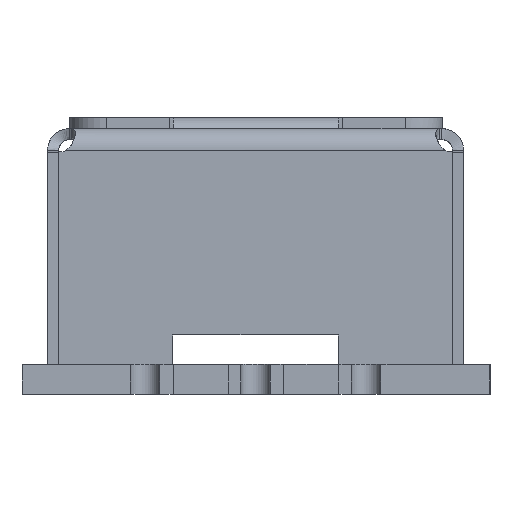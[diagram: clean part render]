
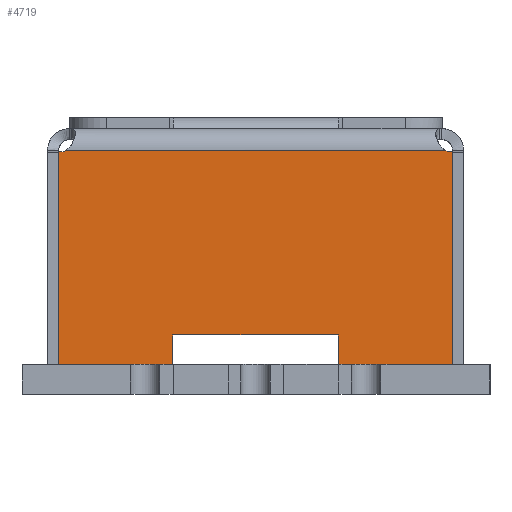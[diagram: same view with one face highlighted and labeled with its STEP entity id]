
A CAD part, left-side view. The second image highlights one B-rep face of the part: STEP entity #4719.
In plain terms, the highlighted planar face has unit normal (-1, 0, 0).
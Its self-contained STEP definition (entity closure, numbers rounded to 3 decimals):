
#4719=ADVANCED_FACE('',(#14202),#14204,.F.);
#14202=FACE_BOUND('',#14203,.T.);
#14203=EDGE_LOOP('',(#24648,#24649,#24650,#24651,#24652,#24653,#24654,#24655,#24656,
#24657,#24658,#24659,#24660,#24661,#24662,#24663,#24664,#24665,#24666,#24667,#24668,
#24669));
#14204=PLANE('',#14205);
#14205=AXIS2_PLACEMENT_3D('',#14206,#14207,#14208);
#14206=CARTESIAN_POINT('',(-19.05,0.012,7.213));
#14207=DIRECTION('',(1.,0.,0.));
#14208=DIRECTION('',(0.,0.,-1.));
#24648=ORIENTED_EDGE('',*,*,#29260,.F.);
#24649=ORIENTED_EDGE('',*,*,#29261,.F.);
#24650=ORIENTED_EDGE('',*,*,#29251,.F.);
#24651=ORIENTED_EDGE('',*,*,#29262,.F.);
#24652=ORIENTED_EDGE('',*,*,#29263,.T.);
#24653=ORIENTED_EDGE('',*,*,#27973,.T.);
#24654=ORIENTED_EDGE('',*,*,#29065,.T.);
#24655=ORIENTED_EDGE('',*,*,#29264,.F.);
#24656=ORIENTED_EDGE('',*,*,#29265,.F.);
#24657=ORIENTED_EDGE('',*,*,#29266,.T.);
#24658=ORIENTED_EDGE('',*,*,#29060,.T.);
#24659=ORIENTED_EDGE('',*,*,#27971,.T.);
#24660=ORIENTED_EDGE('',*,*,#28848,.T.);
#24661=ORIENTED_EDGE('',*,*,#29267,.T.);
#24662=ORIENTED_EDGE('',*,*,#28836,.T.);
#24663=ORIENTED_EDGE('',*,*,#27993,.T.);
#24664=ORIENTED_EDGE('',*,*,#29056,.T.);
#24665=ORIENTED_EDGE('',*,*,#29268,.F.);
#24666=ORIENTED_EDGE('',*,*,#29269,.F.);
#24667=ORIENTED_EDGE('',*,*,#29270,.T.);
#24668=ORIENTED_EDGE('',*,*,#29066,.T.);
#24669=ORIENTED_EDGE('',*,*,#28004,.T.);
#27971=EDGE_CURVE('',#31196,#31194,#31197,.T.);
#27973=EDGE_CURVE('',#31200,#31198,#31201,.T.);
#27993=EDGE_CURVE('',#31240,#31237,#31241,.T.);
#28004=EDGE_CURVE('',#31238,#31260,#31262,.T.);
#28836=EDGE_CURVE('',#32693,#31240,#32694,.T.);
#28848=EDGE_CURVE('',#31194,#32707,#32709,.T.);
#29056=EDGE_CURVE('',#31237,#33033,#33035,.T.);
#29060=EDGE_CURVE('',#33041,#31196,#33042,.T.);
#29065=EDGE_CURVE('',#31198,#33048,#33050,.T.);
#29066=EDGE_CURVE('',#33051,#31238,#33052,.T.);
#29251=EDGE_CURVE('',#33336,#33337,#33338,.T.);
#29260=EDGE_CURVE('',#33349,#31260,#33351,.T.);
#29261=EDGE_CURVE('',#33337,#33349,#33352,.T.);
#29262=EDGE_CURVE('',#33353,#33336,#33354,.T.);
#29263=EDGE_CURVE('',#33353,#31200,#33355,.T.);
#29264=EDGE_CURVE('',#33356,#33048,#33357,.T.);
#29265=EDGE_CURVE('',#33358,#33356,#33359,.T.);
#29266=EDGE_CURVE('',#33358,#33041,#33360,.T.);
#29267=EDGE_CURVE('',#32707,#32693,#33361,.T.);
#29268=EDGE_CURVE('',#33362,#33033,#33363,.T.);
#29269=EDGE_CURVE('',#33364,#33362,#33365,.T.);
#29270=EDGE_CURVE('',#33364,#33051,#33366,.T.);
#31194=VERTEX_POINT('',#36880);
#31196=VERTEX_POINT('',#36884);
#31197=LINE('',#36885,#36886);
#31198=VERTEX_POINT('',#36888);
#31200=VERTEX_POINT('',#36893);
#31201=LINE('',#36894,#36895);
#31237=VERTEX_POINT('',#36970);
#31238=VERTEX_POINT('',#36971);
#31240=VERTEX_POINT('',#36976);
#31241=LINE('',#36977,#36978);
#31260=VERTEX_POINT('',#37017);
#31262=LINE('',#37021,#37022);
#32693=VERTEX_POINT('',#40183);
#32694=LINE('',#40184,#40185);
#32707=VERTEX_POINT('',#40219);
#32709=LINE('',#40223,#40224);
#33033=VERTEX_POINT('',#40975);
#33035=LINE('',#40979,#40980);
#33041=VERTEX_POINT('',#40993);
#33042=LINE('',#40994,#40995);
#33048=VERTEX_POINT('',#41008);
#33050=LINE('',#41012,#41013);
#33051=VERTEX_POINT('',#41015);
#33052=LINE('',#41016,#41017);
#33336=VERTEX_POINT('',#41748);
#33337=VERTEX_POINT('',#41749);
#33338=LINE('',#41750,#41751);
#33349=VERTEX_POINT('',#41839);
#33351=LINE('',#41843,#41844);
#33352=CIRCLE('',#41846,0.45);
#33353=VERTEX_POINT('',#41850);
#33354=CIRCLE('',#41851,0.45);
#33355=LINE('',#41855,#41856);
#33356=VERTEX_POINT('',#41858);
#33357=LINE('',#41859,#41860);
#33358=VERTEX_POINT('',#41862);
#33359=LINE('',#41863,#41864);
#33360=LINE('',#41866,#41867);
#33361=LINE('',#41869,#41870);
#33362=VERTEX_POINT('',#41872);
#33363=LINE('',#41873,#41874);
#33364=VERTEX_POINT('',#41876);
#33365=LINE('',#41877,#41878);
#33366=LINE('',#41880,#41881);
#36880=CARTESIAN_POINT('',(-19.05,2.262,0.813));
#36884=CARTESIAN_POINT('',(-19.05,3.819,0.813));
#36885=CARTESIAN_POINT('',(-19.05,3.819,0.813));
#36886=VECTOR('',#36887,1.);
#36887=DIRECTION('',(0.,-1.,0.));
#36888=CARTESIAN_POINT('',(-19.05,4.981,0.813));
#36893=CARTESIAN_POINT('',(-19.05,5.354,0.813));
#36894=CARTESIAN_POINT('',(-19.05,5.354,0.813));
#36895=VECTOR('',#36896,1.);
#36896=DIRECTION('',(0.,-1.,0.));
#36970=CARTESIAN_POINT('',(-19.05,-3.808,0.813));
#36971=CARTESIAN_POINT('',(-19.05,-4.992,0.813));
#36976=CARTESIAN_POINT('',(-19.05,-2.238,0.813));
#36977=CARTESIAN_POINT('',(-19.05,-2.238,0.813));
#36978=VECTOR('',#36979,1.);
#36979=DIRECTION('',(0.,-1.,0.));
#37017=CARTESIAN_POINT('',(-19.05,-5.331,0.813));
#37021=CARTESIAN_POINT('',(-19.05,-4.992,0.813));
#37022=VECTOR('',#37023,1.);
#37023=DIRECTION('',(0.,-1.,0.));
#40183=CARTESIAN_POINT('',(-19.05,-2.238,1.613));
#40184=CARTESIAN_POINT('',(-19.05,-2.238,1.613));
#40185=VECTOR('',#40186,1.);
#40186=DIRECTION('',(0.,0.,-1.));
#40219=CARTESIAN_POINT('',(-19.05,2.262,1.613));
#40223=CARTESIAN_POINT('',(-19.05,2.262,0.813));
#40224=VECTOR('',#40225,1.);
#40225=DIRECTION('',(0.,0.,1.));
#40975=CARTESIAN_POINT('',(-19.05,-4.138,0.813));
#40979=CARTESIAN_POINT('',(-19.05,-3.808,0.813));
#40980=VECTOR('',#40981,1.);
#40981=DIRECTION('',(0.,-1.,0.));
#40993=CARTESIAN_POINT('',(-19.05,4.162,0.813));
#40994=CARTESIAN_POINT('',(-19.05,4.162,0.813));
#40995=VECTOR('',#40996,1.);
#40996=DIRECTION('',(0.,-1.,0.));
#41008=CARTESIAN_POINT('',(-19.05,4.662,0.813));
#41012=CARTESIAN_POINT('',(-19.05,4.981,0.813));
#41013=VECTOR('',#41014,1.);
#41014=DIRECTION('',(0.,-1.,0.));
#41015=CARTESIAN_POINT('',(-19.05,-4.638,0.813));
#41016=CARTESIAN_POINT('',(-19.05,-4.638,0.813));
#41017=VECTOR('',#41018,1.);
#41018=DIRECTION('',(0.,-1.,0.));
#41748=CARTESIAN_POINT('',(-19.05,5.178,6.613));
#41749=CARTESIAN_POINT('',(-19.05,-5.155,6.613));
#41750=CARTESIAN_POINT('',(-19.05,5.178,6.613));
#41751=VECTOR('',#41752,1.);
#41752=DIRECTION('',(0.,-1.,0.));
#41839=CARTESIAN_POINT('',(-19.05,-5.331,6.577));
#41843=CARTESIAN_POINT('',(-19.05,-5.331,6.577));
#41844=VECTOR('',#41845,1.);
#41845=DIRECTION('',(0.,0.,-1.));
#41846=AXIS2_PLACEMENT_3D('',#41847,#41848,#41849);
#41847=CARTESIAN_POINT('',(-19.05,-5.331,7.027));
#41848=DIRECTION('',(-1.,0.,0.));
#41849=DIRECTION('',(0.,0.392,-0.92));
#41850=CARTESIAN_POINT('',(-19.05,5.354,6.577));
#41851=AXIS2_PLACEMENT_3D('',#41852,#41853,#41854);
#41852=CARTESIAN_POINT('',(-19.05,5.354,7.027));
#41853=DIRECTION('',(-1.,0.,0.));
#41854=DIRECTION('',(0.,0.,-1.));
#41855=CARTESIAN_POINT('',(-19.05,5.354,6.577));
#41856=VECTOR('',#41857,1.);
#41857=DIRECTION('',(0.,0.,-1.));
#41858=CARTESIAN_POINT('',(-19.05,4.662,0.013));
#41859=CARTESIAN_POINT('',(-19.05,4.662,0.013));
#41860=VECTOR('',#41861,1.);
#41861=DIRECTION('',(0.,0.,1.));
#41862=CARTESIAN_POINT('',(-19.05,4.162,0.013));
#41863=CARTESIAN_POINT('',(-19.05,4.162,0.013));
#41864=VECTOR('',#41865,1.);
#41865=DIRECTION('',(0.,1.,0.));
#41866=CARTESIAN_POINT('',(-19.05,4.162,0.013));
#41867=VECTOR('',#41868,1.);
#41868=DIRECTION('',(0.,0.,1.));
#41869=CARTESIAN_POINT('',(-19.05,2.262,1.613));
#41870=VECTOR('',#41871,1.);
#41871=DIRECTION('',(0.,-1.,0.));
#41872=CARTESIAN_POINT('',(-19.05,-4.138,0.013));
#41873=CARTESIAN_POINT('',(-19.05,-4.138,0.013));
#41874=VECTOR('',#41875,1.);
#41875=DIRECTION('',(0.,0.,1.));
#41876=CARTESIAN_POINT('',(-19.05,-4.638,0.013));
#41877=CARTESIAN_POINT('',(-19.05,-4.638,0.013));
#41878=VECTOR('',#41879,1.);
#41879=DIRECTION('',(0.,1.,0.));
#41880=CARTESIAN_POINT('',(-19.05,-4.638,0.013));
#41881=VECTOR('',#41882,1.);
#41882=DIRECTION('',(0.,0.,1.));
